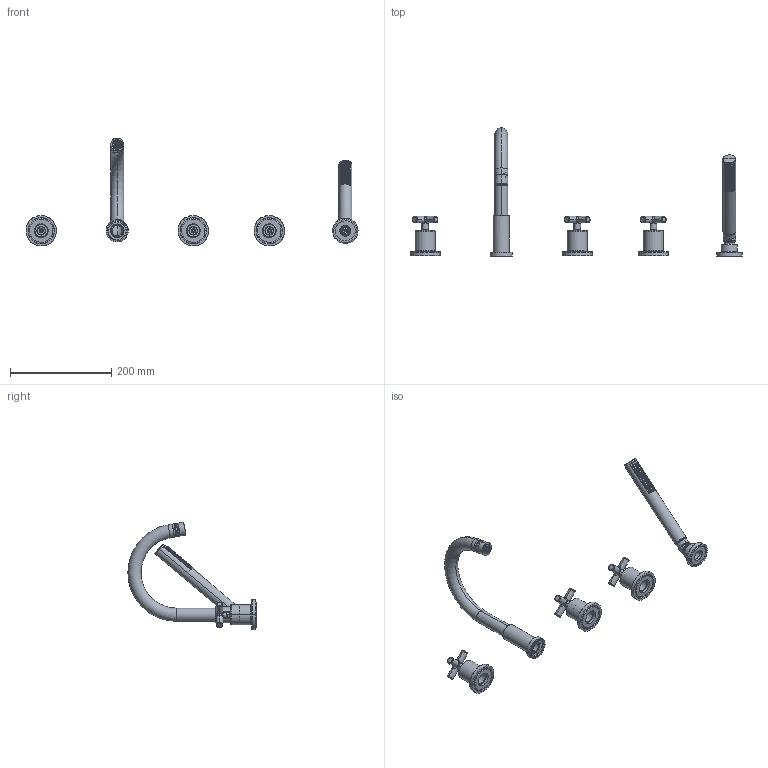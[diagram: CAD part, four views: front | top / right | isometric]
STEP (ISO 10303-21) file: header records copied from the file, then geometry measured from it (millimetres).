
FILE_DESCRIPTION(('CATIA V5 STEP Exchange','CAx-IF Rec.Pracs.--- Model Styling and Organization---1.5--- 2016-08-15','CAx-IF Rec.Pracs.---Supplemental Geometry---1.0---2011-11-01','CAx-IF Rec.Pracs.--- Composite Materials ---3.4---2017-06-13','CAx-IF Rec.Pracs.---Tessellated 3D Geometry---1.0---2015-12-17'),'2;1');
FILE_NAME('SU000260 x Rendering.stp','2024-01-31T15:33:50+00:00',('none'),('none'),'CATIA Version 5-6 Release 2020 SP2','CATIA V5 STEP AP242 v2','none');
FILE_SCHEMA(('AP242_MANAGED_MODEL_BASED_3D_ENGINEERING_MIM_LF {1 0 10303 442 1 1 4}'));
Length unit declared in the file: millimetre
Products named in the file (1): SU000260_render_AllCATPart
Bounding box: 655 x 253 x 212.92 mm (x, y, z)
Volume: 389435.9 mm3; surface area: 216409.4 mm2
Topology: 32 solids, 54 shells, 2204 faces, 6155 edges, 4079 vertices
Faces by surface type: plane 1121, cylinder 629, torus 255, cone 109, bspline 82, sphere 8
Entity records: 79496 total; most frequent: CARTESIAN_POINT 30204, ORIENTED_EDGE 12182, DIRECTION 6837, EDGE_CURVE 6135, VERTEX_POINT 4067, VECTOR 2865, LINE 2865, AXIS2_PLACEMENT_3D 2793
